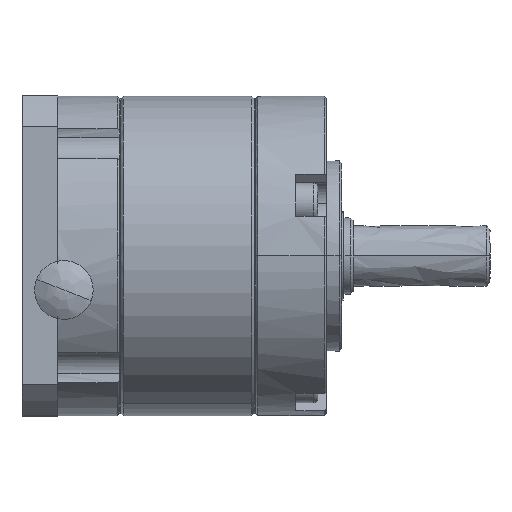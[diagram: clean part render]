
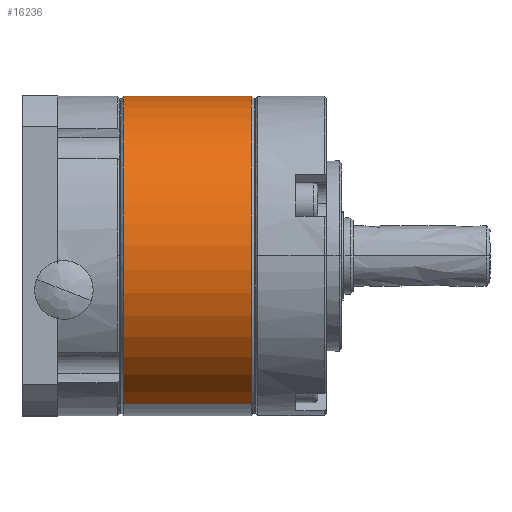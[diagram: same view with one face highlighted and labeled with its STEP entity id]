
A CAD part, top view. The second image highlights one B-rep face of the part: STEP entity #16236.
In plain terms, the highlighted free-form (B-spline) face has degree [1, 3] with [2, 7] control points.
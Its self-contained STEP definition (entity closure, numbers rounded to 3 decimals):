
#1149 = CARTESIAN_POINT ( 'NONE',  ( 17.2, 21., -12.302 ) ) ;
#1207 = CARTESIAN_POINT ( 'NONE',  ( 0.3, 0., -21. ) ) ;
#1598 = CARTESIAN_POINT ( 'NONE',  ( 17.2, 0., -21. ) ) ;
#2687 = CARTESIAN_POINT ( 'NONE',  ( 0.3, 0., 21. ) ) ;
#2895 = CARTESIAN_POINT ( 'NONE',  ( 0.3, 21., -12.302 ) ) ;
#3366 = EDGE_CURVE ( 'NONE', #19085, #8134, #11424, .T. ) ;
#4255 = B_SPLINE_CURVE_WITH_KNOTS ( 'NONE', 1,
 ( #12998, #19232 ),
 .UNSPECIFIED., .F., .F.,
 ( 2, 2 ),
 ( -1., 0. ),
 .UNSPECIFIED. ) ;
#4411 = VERTEX_POINT ( 'NONE', #4698 ) ;
#4476 = CARTESIAN_POINT ( 'NONE',  ( 0.3, 21., 12.302 ) ) ;
#4583 = CARTESIAN_POINT ( 'NONE',  ( 17.2, 21., 0. ) ) ;
#4698 = CARTESIAN_POINT ( 'NONE',  ( 17.2, 0., -21. ) ) ;
#5851 = CARTESIAN_POINT ( 'NONE',  ( 0.3, 12.302, -21. ) ) ;
#6416 = CARTESIAN_POINT ( 'NONE',  ( 17.2, 12.302, -21. ) ) ;
#7399 = CARTESIAN_POINT ( 'NONE',  ( 17.2, 21., 12.302 ) ) ;
#7401 = CARTESIAN_POINT ( 'NONE',  ( 0.3, 0., -21. ) ) ;
#7648 = CARTESIAN_POINT ( 'NONE',  ( 0.3, 12.302, -21. ) ) ;
#7950 = CARTESIAN_POINT ( 'NONE',  ( 17.2, 21., 12.302 ) ) ;
#8096 = B_SPLINE_CURVE_WITH_KNOTS ( 'NONE', 1,
 ( #9022, #14832 ),
 .UNSPECIFIED., .F., .F.,
 ( 2, 2 ),
 ( -1., 0. ),
 .UNSPECIFIED. ) ;
#8134 = VERTEX_POINT ( 'NONE', #7401 ) ;
#8468 =( BOUNDED_SURFACE ( )  B_SPLINE_SURFACE ( 1, 3, ( 
 ( #18017, #5851, #2895, #10361, #10458, #16599, #2687 ),
 ( #16903, #8935, #1149, #9038, #7399, #13620, #12107 ) ),
 .UNSPECIFIED., .F., .F., .F. ) 
 B_SPLINE_SURFACE_WITH_KNOTS ( ( 2, 2 ),
 ( 4, 3, 4 ),
 ( 0., 1. ),
 ( 0., 0.5, 1. ),
 .UNSPECIFIED. ) 
 GEOMETRIC_REPRESENTATION_ITEM ( )  RATIONAL_B_SPLINE_SURFACE ( (
 ( 1., 0.805, 0.805, 1., 0.805, 0.805, 1.),
 ( 1., 0.805, 0.805, 1., 0.805, 0.805, 1.) ) ) 
 REPRESENTATION_ITEM ( '' )  SURFACE ( )  );
#8935 = CARTESIAN_POINT ( 'NONE',  ( 17.2, 12.302, -21. ) ) ;
#8993 = CARTESIAN_POINT ( 'NONE',  ( 0.3, 0., 21. ) ) ;
#9022 = CARTESIAN_POINT ( 'NONE',  ( 17.2, 0., 21. ) ) ;
#9038 = CARTESIAN_POINT ( 'NONE',  ( 17.2, 21., 0. ) ) ;
#9426 = ORIENTED_EDGE ( 'NONE', *, *, #10829, .T. ) ;
#10361 = CARTESIAN_POINT ( 'NONE',  ( 0.3, 21., 0. ) ) ;
#10458 = CARTESIAN_POINT ( 'NONE',  ( 0.3, 21., 12.302 ) ) ;
#10537 = ORIENTED_EDGE ( 'NONE', *, *, #3366, .F. ) ;
#10829 = EDGE_CURVE ( 'NONE', #15392, #4411, #18696, .T. ) ;
#10930 = CARTESIAN_POINT ( 'NONE',  ( 17.2, 12.302, 21. ) ) ;
#11351 = ORIENTED_EDGE ( 'NONE', *, *, #15548, .F. ) ;
#11424 =( BOUNDED_CURVE ( )  B_SPLINE_CURVE ( 3, ( #8993, #15218, #4476, #11960, #19716, #7648, #1207 ),
 .UNSPECIFIED., .F., .T. ) 
 B_SPLINE_CURVE_WITH_KNOTS ( ( 4, 3, 4 ),
 ( -3.142, -1.571, 0. ),
 .UNSPECIFIED. ) 
 CURVE ( )  GEOMETRIC_REPRESENTATION_ITEM ( )  RATIONAL_B_SPLINE_CURVE ( ( 1., 0.805, 0.805, 1., 0.805, 0.805, 1. ) ) 
 REPRESENTATION_ITEM ( '' )  );
#11960 = CARTESIAN_POINT ( 'NONE',  ( 0.3, 21., 0. ) ) ;
#12107 = CARTESIAN_POINT ( 'NONE',  ( 17.2, 0., 21. ) ) ;
#12225 = EDGE_CURVE ( 'NONE', #15392, #19085, #8096, .T. ) ;
#12562 = CARTESIAN_POINT ( 'NONE',  ( 17.2, 0., 21. ) ) ;
#12631 = ORIENTED_EDGE ( 'NONE', *, *, #12225, .F. ) ;
#12998 = CARTESIAN_POINT ( 'NONE',  ( 0.3, 0., -21. ) ) ;
#13620 = CARTESIAN_POINT ( 'NONE',  ( 17.2, 12.302, 21. ) ) ;
#14175 = CARTESIAN_POINT ( 'NONE',  ( 17.2, 21., -12.302 ) ) ;
#14832 = CARTESIAN_POINT ( 'NONE',  ( 0.3, 0., 21. ) ) ;
#14944 = CARTESIAN_POINT ( 'NONE',  ( 17.2, 0., 21. ) ) ;
#15218 = CARTESIAN_POINT ( 'NONE',  ( 0.3, 12.302, 21. ) ) ;
#15392 = VERTEX_POINT ( 'NONE', #14944 ) ;
#15548 = EDGE_CURVE ( 'NONE', #8134, #4411, #4255, .T. ) ;
#15650 = CARTESIAN_POINT ( 'NONE',  ( 0.3, 0., 21. ) ) ;
#16236 = ADVANCED_FACE ( 'NONE', ( #19870 ), #8468, .F. ) ;
#16599 = CARTESIAN_POINT ( 'NONE',  ( 0.3, 12.302, 21. ) ) ;
#16903 = CARTESIAN_POINT ( 'NONE',  ( 17.2, 0., -21. ) ) ;
#18017 = CARTESIAN_POINT ( 'NONE',  ( 0.3, 0., -21. ) ) ;
#18696 =( BOUNDED_CURVE ( )  B_SPLINE_CURVE ( 3, ( #12562, #10930, #7950, #4583, #14175, #6416, #1598 ),
 .UNSPECIFIED., .F., .T. ) 
 B_SPLINE_CURVE_WITH_KNOTS ( ( 4, 3, 4 ),
 ( -3.142, -1.571, 0. ),
 .UNSPECIFIED. ) 
 CURVE ( )  GEOMETRIC_REPRESENTATION_ITEM ( )  RATIONAL_B_SPLINE_CURVE ( ( 1., 0.805, 0.805, 1., 0.805, 0.805, 1. ) ) 
 REPRESENTATION_ITEM ( '' )  );
#19085 = VERTEX_POINT ( 'NONE', #15650 ) ;
#19132 = EDGE_LOOP ( 'NONE', ( #12631, #9426, #11351, #10537 ) ) ;
#19232 = CARTESIAN_POINT ( 'NONE',  ( 17.2, 0., -21. ) ) ;
#19716 = CARTESIAN_POINT ( 'NONE',  ( 0.3, 21., -12.302 ) ) ;
#19870 = FACE_OUTER_BOUND ( 'NONE', #19132, .T. ) ;
